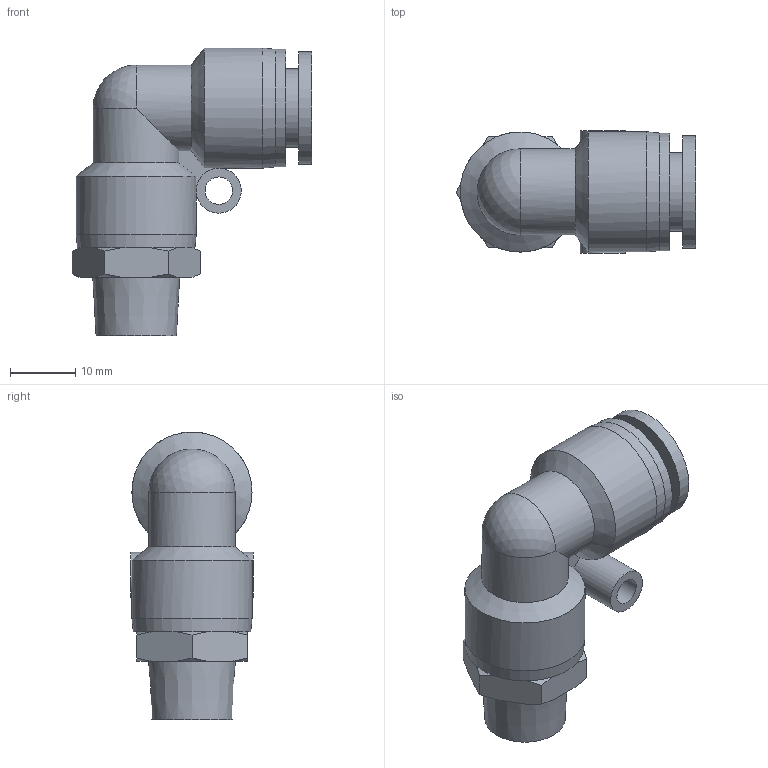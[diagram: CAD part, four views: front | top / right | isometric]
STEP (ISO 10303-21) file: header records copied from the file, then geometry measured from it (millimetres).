
FILE_DESCRIPTION(/* description */ (''),/* implementation_level */ '2;1');
FILE_NAME(/* name */ 'PL3-8-1-4NPT.stp',/* time_stamp */ '2025-06-16T09:59:13-04:00',/* author */ ('esanner'),/* organization */ (''),/* preprocessor_version */ 'ST-DEVELOPER v19',/* originating_system */ 'AutoCAD Mechanical',/* authorisation */ '');
FILE_SCHEMA (('AUTOMOTIVE_DESIGN { 1 0 10303 214 3 1 1 }'));
Length unit declared in the file: millimetre
Products named in the file (1): Product
Bounding box: 36.72 x 18.7 x 44.1 mm (x, y, z)
Volume: 7262.7 mm3; surface area: 6635.9 mm2
Topology: 1 solids, 1 shells, 52 faces, 131 edges, 87 vertices
Faces by surface type: plane 20, cone 17, cylinder 13, sphere 2
Full cylindrical faces by diameter (mm): 4.2 x1, 6.9 x1, 8.5 x1, 9.8 x2, 12 x1, 14.6 x1, 17.2 x1, 18 x1, 18.4 x2
Entity records: 1586 total; most frequent: CARTESIAN_POINT 327, DIRECTION 265, ORIENTED_EDGE 262, EDGE_CURVE 131, AXIS2_PLACEMENT_3D 109, VERTEX_POINT 87, EDGE_LOOP 62, CIRCLE 53
